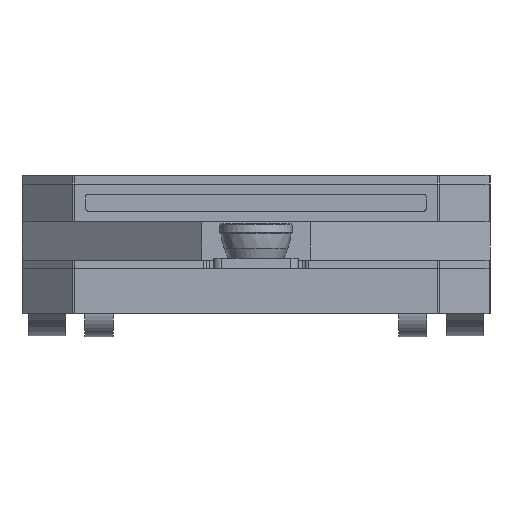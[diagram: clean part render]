
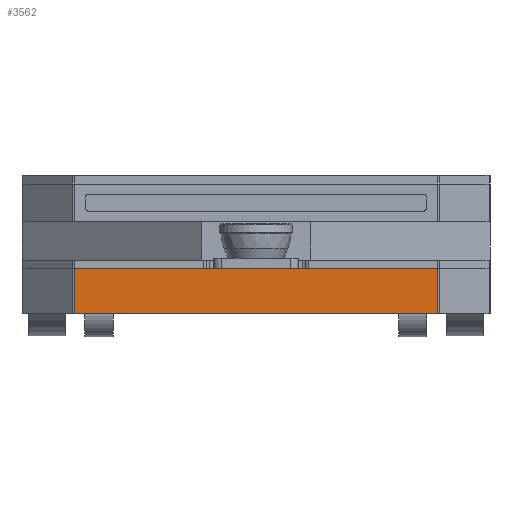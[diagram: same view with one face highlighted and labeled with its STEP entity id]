
A CAD part, left-side view. The second image highlights one B-rep face of the part: STEP entity #3562.
In plain terms, the highlighted planar face has unit normal (-1, 0, 0).
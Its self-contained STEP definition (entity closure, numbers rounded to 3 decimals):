
#190=PLANE('',#3975);
#356=FACE_OUTER_BOUND('',#568,.T.);
#568=EDGE_LOOP('',(#2879,#2880,#2881,#2882));
#817=LINE('',#5860,#1143);
#830=LINE('',#5895,#1156);
#840=LINE('',#5923,#1166);
#841=LINE('',#5925,#1167);
#1143=VECTOR('',#4722,10.);
#1156=VECTOR('',#4759,10.);
#1166=VECTOR('',#4791,10.);
#1167=VECTOR('',#4794,10.);
#1664=VERTEX_POINT('',#5857);
#1665=VERTEX_POINT('',#5859);
#1675=VERTEX_POINT('',#5893);
#1682=VERTEX_POINT('',#5921);
#2080=EDGE_CURVE('',#1664,#1665,#817,.T.);
#2098=EDGE_CURVE('',#1675,#1664,#830,.T.);
#2112=EDGE_CURVE('',#1682,#1665,#840,.T.);
#2113=EDGE_CURVE('',#1675,#1682,#841,.T.);
#2879=ORIENTED_EDGE('',*,*,#2113,.T.);
#2880=ORIENTED_EDGE('',*,*,#2112,.T.);
#2881=ORIENTED_EDGE('',*,*,#2080,.F.);
#2882=ORIENTED_EDGE('',*,*,#2098,.F.);
#3562=ADVANCED_FACE('',(#356),#190,.T.);
#3975=AXIS2_PLACEMENT_3D('',#5924,#4792,#4793);
#4722=DIRECTION('',(0.,1.,0.));
#4759=DIRECTION('',(0.,0.,-1.));
#4791=DIRECTION('',(0.,0.,-1.));
#4792=DIRECTION('center_axis',(-1.,0.,0.));
#4793=DIRECTION('ref_axis',(0.,1.,0.));
#4794=DIRECTION('',(0.,1.,0.));
#5857=CARTESIAN_POINT('',(-395.,-213.343,-63.));
#5859=CARTESIAN_POINT('',(-395.,213.343,-63.));
#5860=CARTESIAN_POINT('',(-395.,-61.272,-63.));
#5893=CARTESIAN_POINT('',(-395.,-213.343,-10.));
#5895=CARTESIAN_POINT('',(-395.,-213.343,0.));
#5921=CARTESIAN_POINT('',(-395.,213.343,-10.));
#5923=CARTESIAN_POINT('',(-395.,213.343,0.));
#5924=CARTESIAN_POINT('Origin',(-395.,-213.343,0.));
#5925=CARTESIAN_POINT('',(-395.,-128.771,-10.));
